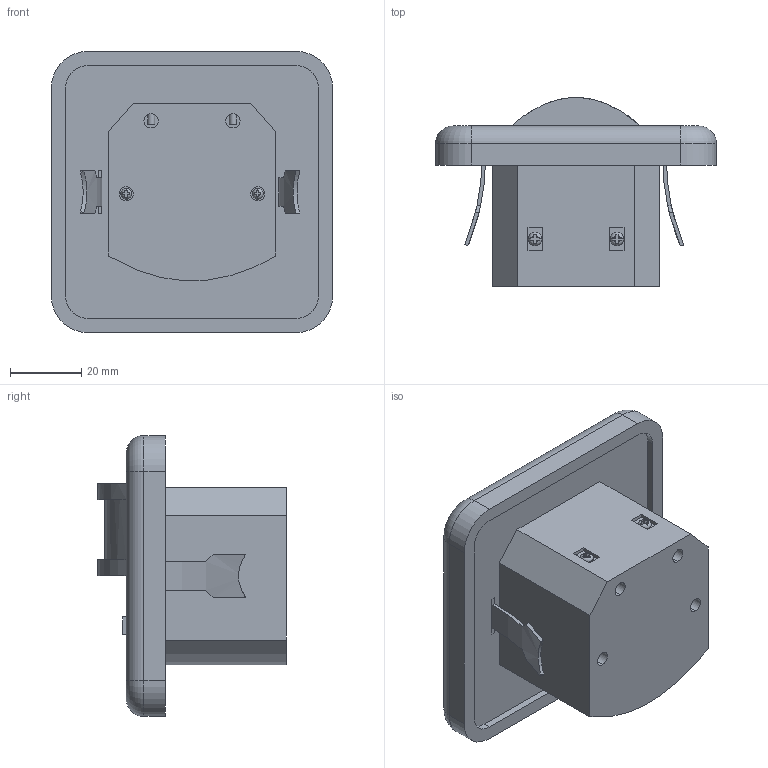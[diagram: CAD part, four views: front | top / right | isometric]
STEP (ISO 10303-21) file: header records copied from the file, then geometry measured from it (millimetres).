
FILE_DESCRIPTION (( 'STEP AP214' ), '1' );
FILE_NAME ('LDD12-035-500-001 Äàò÷èê äâèæåíèÿ ÄÄ 035 áåëûé, ìàêñ. íàãðóçêà 500Âò, óãîë îáçîðà 140ãðàä., äàëüíîñòü 12ì, IP20, ÈÝÊ.STEP', '2017-09-01T07:16:18', ( '' ), ( '' ), 'SwSTEP 2.0', 'SolidWorks 2014', '' );
FILE_SCHEMA (( 'AUTOMOTIVE_DESIGN' ));
Length unit declared in the file: millimetre
Products named in the file (1): LDD12-035-500-001 Äàò÷èê äâèæåíèÿ ÄÄ 035 áåëûé, ìàêñ. íàãðóçêà 500Âò, óãîë îáçîðà 140ãðàä., äàëüíîñòü 12ì, IP20, ÈÝÊ
Bounding box: 79 x 52.97 x 79 mm (x, y, z)
Volume: 138349.7 mm3; surface area: 24276.3 mm2
Topology: 1 solids, 1 shells, 183 faces, 484 edges, 320 vertices
Faces by surface type: plane 137, cylinder 24, torus 12, bspline 10
Entity records: 6026 total; most frequent: CARTESIAN_POINT 1614, ORIENTED_EDGE 968, DIRECTION 802, EDGE_CURVE 484, VERTEX_POINT 320, LINE 298, VECTOR 298, AXIS2_PLACEMENT_3D 252
